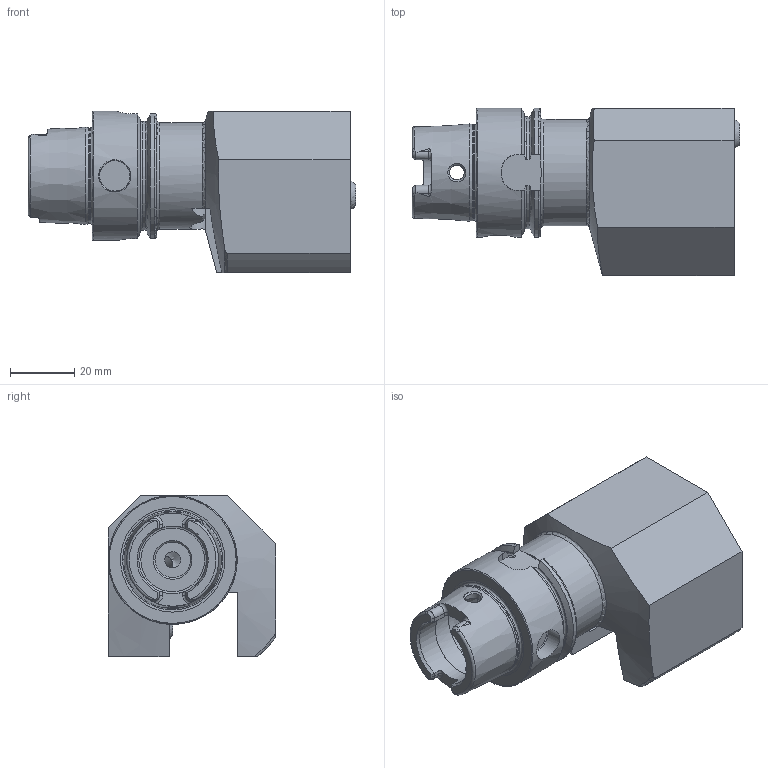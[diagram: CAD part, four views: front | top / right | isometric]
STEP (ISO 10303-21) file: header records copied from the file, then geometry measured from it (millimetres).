
FILE_DESCRIPTION (( 'STEP AP214' ), '1' );
FILE_NAME ('HA4.V20.R11.080.STEP', '2021-04-22T15:14:20', ( '' ), ( '' ), 'SwSTEP 2.0', 'SolidWorks 2017', '' );
FILE_SCHEMA (( 'AUTOMOTIVE_DESIGN' ));
Length unit declared in the file: millimetre
Products named in the file (6): ISO 4026 - M10 x 18; HA4-V20.R11.080_A_Fertigbearbeitung; KU1-U12.001.010; KU1-U12.001.010_1; HA4.V20.R11.080; KU1-U12.001.010_2
Assembly tree (6 placements, depth 3):
  HA4.V20.R11.080
    HA4-V20.R11.080_A_Fertigbearbeitung
    ISO 4026 - M10 x 18  x2
    KU1-U12.001.010
      KU1-U12.001.010_1
      KU1-U12.001.010_2
Bounding box: 101.7 x 52 x 50 mm (x, y, z)
Volume: 123293.5 mm3; surface area: 27586.3 mm2
Topology: 5 solids, 5 shells, 185 faces, 480 edges, 308 vertices
Faces by surface type: plane 79, cylinder 45, cone 31, torus 25, bspline 3, sphere 2
Full cylindrical faces by diameter (mm): 3.15 x1, 4.2 x2, 4.6 x2, 5 x1, 7 x1, 8.5 x2, 10 x3, 11 x1, 12 x2, 12.5 x1, 21 x2, 25.5 x1, 29.707 x1, 33 x1, 40 x1
Entity records: 7493 total; most frequent: CARTESIAN_POINT 2471, ORIENTED_EDGE 772, DIRECTION 763, EDGE_CURVE 386, AXIS2_PLACEMENT_3D 314, VERTEX_POINT 272, EDGE_LOOP 238, FACE_OUTER_BOUND 206
